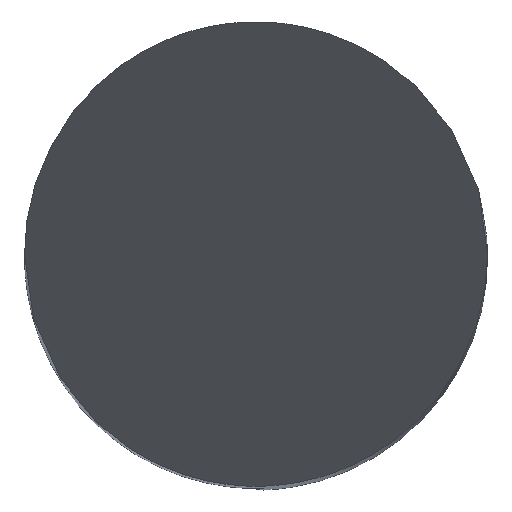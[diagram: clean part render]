
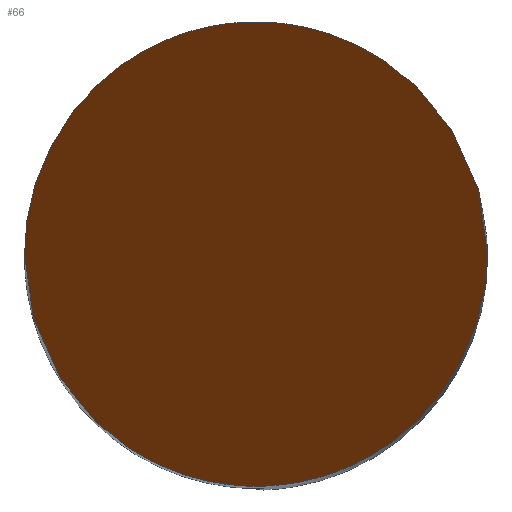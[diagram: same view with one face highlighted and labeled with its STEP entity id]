
A CAD part, top view. The second image highlights one B-rep face of the part: STEP entity #66.
In plain terms, the highlighted planar face has unit normal (0, -0.866, 0.5).
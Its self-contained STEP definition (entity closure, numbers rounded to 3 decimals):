
#47=PLANE('',#482);
#66=ADVANCED_FACE('',(#98),#47,.F.);
#98=FACE_OUTER_BOUND('',#122,.T.);
#122=EDGE_LOOP('',(#235,#236));
#235=ORIENTED_EDGE('',*,*,#372,.T.);
#236=ORIENTED_EDGE('',*,*,#358,.T.);
#319=VERTEX_POINT('',#727);
#320=VERTEX_POINT('',#728);
#358=EDGE_CURVE('',#319,#320,#422,.T.);
#372=EDGE_CURVE('',#320,#319,#426,.T.);
#422=(
BOUNDED_CURVE()
B_SPLINE_CURVE(3,(#723,#724,#725,#726),.UNSPECIFIED.,.F.,.F.)
B_SPLINE_CURVE_WITH_KNOTS((4,4),(0.,1.),.UNSPECIFIED.)
CURVE()
GEOMETRIC_REPRESENTATION_ITEM()
RATIONAL_B_SPLINE_CURVE((1.,0.333,0.333,1.))
REPRESENTATION_ITEM('')
);
#426=(
BOUNDED_CURVE()
B_SPLINE_CURVE(3,(#774,#775,#776,#777),.UNSPECIFIED.,.F.,.F.)
B_SPLINE_CURVE_WITH_KNOTS((4,4),(0.,1.),.UNSPECIFIED.)
CURVE()
GEOMETRIC_REPRESENTATION_ITEM()
RATIONAL_B_SPLINE_CURVE((1.,0.333,0.333,1.))
REPRESENTATION_ITEM('')
);
#482=AXIS2_PLACEMENT_3D('',#814,#543,#544);
#543=DIRECTION('',(0.,0.866,-0.5));
#544=DIRECTION('',(0.,-0.5,-0.866));
#723=CARTESIAN_POINT('',(3.,0.,0.));
#724=CARTESIAN_POINT('',(3.,6.,10.392));
#725=CARTESIAN_POINT('',(-3.,6.,10.392));
#726=CARTESIAN_POINT('',(-3.,0.,0.));
#727=CARTESIAN_POINT('',(3.,0.,0.));
#728=CARTESIAN_POINT('',(-3.,0.,0.));
#774=CARTESIAN_POINT('',(-3.,0.,0.));
#775=CARTESIAN_POINT('',(-3.,-6.,-10.392));
#776=CARTESIAN_POINT('',(3.,-6.,-10.392));
#777=CARTESIAN_POINT('',(3.,0.,0.));
#814=CARTESIAN_POINT('',(3.,-3.,-5.196));
